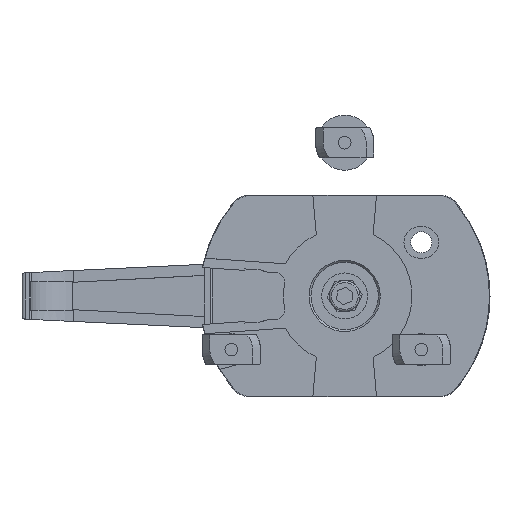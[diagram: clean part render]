
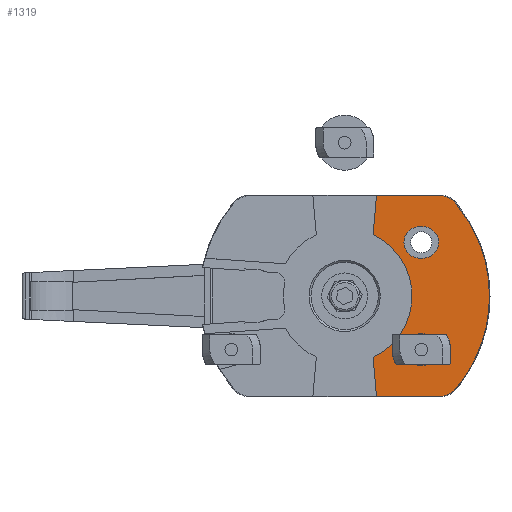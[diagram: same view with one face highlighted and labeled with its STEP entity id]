
A CAD part, front view. The second image highlights one B-rep face of the part: STEP entity #1319.
In plain terms, the highlighted face is planar.
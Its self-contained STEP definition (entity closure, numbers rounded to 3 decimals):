
#1319 = ADVANCED_FACE( '', ( #2708, #2709, #2710 ), #2711, .F. );
#2708 = FACE_BOUND( '', #4385, .T. );
#2709 = FACE_BOUND( '', #4386, .T. );
#2710 = FACE_OUTER_BOUND( '', #4387, .T. );
#2711 = PLANE( '', #4388 );
#4385 = EDGE_LOOP( '', ( #7805, #7806, #7807, #7808 ) );
#4386 = EDGE_LOOP( '', ( #7809, #7810, #7811, #7812 ) );
#4387 = EDGE_LOOP( '', ( #7813, #7814, #7815, #7816, #7817, #7818, #7819, #7820 ) );
#4388 = AXIS2_PLACEMENT_3D( '', #7821, #7822, #7823 );
#7805 = ORIENTED_EDGE( '', *, *, #9795, .T. );
#7806 = ORIENTED_EDGE( '', *, *, #10155, .T. );
#7807 = ORIENTED_EDGE( '', *, *, #9809, .T. );
#7808 = ORIENTED_EDGE( '', *, *, #9999, .T. );
#7809 = ORIENTED_EDGE( '', *, *, #8866, .T. );
#7810 = ORIENTED_EDGE( '', *, *, #9386, .T. );
#7811 = ORIENTED_EDGE( '', *, *, #9749, .T. );
#7812 = ORIENTED_EDGE( '', *, *, #9361, .T. );
#7813 = ORIENTED_EDGE( '', *, *, #9157, .T. );
#7814 = ORIENTED_EDGE( '', *, *, #9853, .T. );
#7815 = ORIENTED_EDGE( '', *, *, #10156, .T. );
#7816 = ORIENTED_EDGE( '', *, *, #9394, .F. );
#7817 = ORIENTED_EDGE( '', *, *, #9595, .F. );
#7818 = ORIENTED_EDGE( '', *, *, #10157, .F. );
#7819 = ORIENTED_EDGE( '', *, *, #8994, .F. );
#7820 = ORIENTED_EDGE( '', *, *, #9951, .F. );
#7821 = CARTESIAN_POINT( '', ( 0., 0., -14.6 ) );
#7822 = DIRECTION( '', ( 0., 0., 1. ) );
#7823 = DIRECTION( '', ( 1., 0., 0. ) );
#8866 = EDGE_CURVE( '', #10520, #10521, #10522, .T. );
#8994 = EDGE_CURVE( '', #10745, #10740, #10747, .T. );
#9157 = EDGE_CURVE( '', #11021, #11019, #11022, .T. );
#9361 = EDGE_CURVE( '', #11351, #10520, #11352, .T. );
#9386 = EDGE_CURVE( '', #10521, #11389, #11390, .T. );
#9394 = EDGE_CURVE( '', #11400, #11401, #11402, .T. );
#9595 = EDGE_CURVE( '', #11716, #11400, #11718, .T. );
#9749 = EDGE_CURVE( '', #11389, #11351, #11936, .T. );
#9795 = EDGE_CURVE( '', #12006, #12007, #12008, .T. );
#9809 = EDGE_CURVE( '', #12026, #12027, #12028, .T. );
#9853 = EDGE_CURVE( '', #11019, #12082, #12083, .T. );
#9951 = EDGE_CURVE( '', #11021, #10745, #12215, .T. );
#9999 = EDGE_CURVE( '', #12027, #12006, #12276, .T. );
#10155 = EDGE_CURVE( '', #12007, #12026, #12464, .T. );
#10156 = EDGE_CURVE( '', #12082, #11401, #12465, .T. );
#10157 = EDGE_CURVE( '', #10740, #11716, #12466, .T. );
#10520 = VERTEX_POINT( '', #12936 );
#10521 = VERTEX_POINT( '', #12937 );
#10522 = LINE( '', #12938, #12939 );
#10740 = VERTEX_POINT( '', #13261 );
#10745 = VERTEX_POINT( '', #13270 );
#10747 = B_SPLINE_CURVE_WITH_KNOTS( '', 3, ( #13273, #13274, #13275, #13276 ), .UNSPECIFIED., .F., .F., ( 4, 4 ), ( 0., 1. ), .UNSPECIFIED. );
#11019 = VERTEX_POINT( '', #13659 );
#11021 = VERTEX_POINT( '', #13662 );
#11022 = LINE( '', #13663, #13664 );
#11351 = VERTEX_POINT( '', #14148 );
#11352 = CIRCLE( '', #14149, 5.15 );
#11389 = VERTEX_POINT( '', #14218 );
#11390 = CIRCLE( '', #14219, 5.15 );
#11400 = VERTEX_POINT( '', #14233 );
#11401 = VERTEX_POINT( '', #14234 );
#11402 = LINE( '', #14235, #14236 );
#11716 = VERTEX_POINT( '', #14684 );
#11718 = B_SPLINE_CURVE_WITH_KNOTS( '', 3, ( #14687, #14688, #14689, #14690 ), .UNSPECIFIED., .F., .F., ( 4, 4 ), ( 0., 1. ), .UNSPECIFIED. );
#11936 = LINE( '', #15023, #15024 );
#12006 = VERTEX_POINT( '', #15108 );
#12007 = VERTEX_POINT( '', #15109 );
#12008 = LINE( '', #15110, #15111 );
#12026 = VERTEX_POINT( '', #15142 );
#12027 = VERTEX_POINT( '', #15143 );
#12028 = LINE( '', #15144, #15145 );
#12082 = VERTEX_POINT( '', #15229 );
#12083 = CIRCLE( '', #15230, 22. );
#12215 = LINE( '', #15467, #15468 );
#12276 = CIRCLE( '', #15566, 5.15 );
#12464 = CIRCLE( '', #15855, 5.15 );
#12465 = LINE( '', #15856, #15857 );
#12466 = B_SPLINE_CURVE_WITH_KNOTS( '', 3, ( #15858, #15859, #15860, #15861, #15862, #15863, #15864, #15865, #15866, #15867 ), .UNSPECIFIED., .F., .F., ( 4, 2, 2, 2, 4 ), ( 0., 0.25, 0.5, 0.75, 1. ), .UNSPECIFIED. );
#12936 = CARTESIAN_POINT( '', ( 25.5, 22.65, -14.6 ) );
#12937 = CARTESIAN_POINT( '', ( 24.5, 22.65, -14.6 ) );
#12938 = CARTESIAN_POINT( '', ( 25.5, 22.65, -14.6 ) );
#12939 = VECTOR( '', #16233, 1000. );
#13261 = CARTESIAN_POINT( '', ( 36.212, -30.32, -14.6 ) );
#13270 = CARTESIAN_POINT( '', ( 31.052, -32.73, -14.6 ) );
#13273 = CARTESIAN_POINT( '', ( 31.052, -32.73, -14.6 ) );
#13274 = CARTESIAN_POINT( '', ( 33.029, -32.73, -14.6 ) );
#13275 = CARTESIAN_POINT( '', ( 34.944, -31.836, -14.6 ) );
#13276 = CARTESIAN_POINT( '', ( 36.212, -30.32, -14.6 ) );
#13659 = CARTESIAN_POINT( '', ( 9.266, -19.953, -14.6 ) );
#13662 = CARTESIAN_POINT( '', ( 10.384, -32.73, -14.6 ) );
#13663 = CARTESIAN_POINT( '', ( 10.4, -32.913, -14.6 ) );
#13664 = VECTOR( '', #16581, 1000. );
#14148 = CARTESIAN_POINT( '', ( 25.5, 12.35, -14.6 ) );
#14149 = AXIS2_PLACEMENT_3D( '', #16840, #16841, #16842 );
#14218 = CARTESIAN_POINT( '', ( 24.5, 12.35, -14.6 ) );
#14219 = AXIS2_PLACEMENT_3D( '', #16863, #16864, #16865 );
#14233 = CARTESIAN_POINT( '', ( 31.052, 32.73, -14.6 ) );
#14234 = CARTESIAN_POINT( '', ( 10.384, 32.73, -14.6 ) );
#14235 = CARTESIAN_POINT( '', ( 31.052, 32.73, -14.6 ) );
#14236 = VECTOR( '', #16870, 1000. );
#14684 = CARTESIAN_POINT( '', ( 36.212, 30.32, -14.6 ) );
#14687 = CARTESIAN_POINT( '', ( 36.212, 30.32, -14.6 ) );
#14688 = CARTESIAN_POINT( '', ( 34.944, 31.836, -14.6 ) );
#14689 = CARTESIAN_POINT( '', ( 33.029, 32.73, -14.6 ) );
#14690 = CARTESIAN_POINT( '', ( 31.052, 32.73, -14.6 ) );
#15023 = CARTESIAN_POINT( '', ( 24.5, 12.35, -14.6 ) );
#15024 = VECTOR( '', #17302, 1000. );
#15108 = CARTESIAN_POINT( '', ( 25.5, -12.35, -14.6 ) );
#15109 = CARTESIAN_POINT( '', ( 24.5, -12.35, -14.6 ) );
#15110 = CARTESIAN_POINT( '', ( 25.5, -12.35, -14.6 ) );
#15111 = VECTOR( '', #17380, 1000. );
#15142 = CARTESIAN_POINT( '', ( 24.5, -22.65, -14.6 ) );
#15143 = CARTESIAN_POINT( '', ( 25.5, -22.65, -14.6 ) );
#15144 = CARTESIAN_POINT( '', ( 24.5, -22.65, -14.6 ) );
#15145 = VECTOR( '', #17387, 1000. );
#15229 = CARTESIAN_POINT( '', ( 9.266, 19.953, -14.6 ) );
#15230 = AXIS2_PLACEMENT_3D( '', #17431, #17432, #17433 );
#15467 = CARTESIAN_POINT( '', ( -31.052, -32.73, -14.6 ) );
#15468 = VECTOR( '', #17526, 1000. );
#15566 = AXIS2_PLACEMENT_3D( '', #17582, #17583, #17584 );
#15855 = AXIS2_PLACEMENT_3D( '', #17730, #17731, #17732 );
#15856 = CARTESIAN_POINT( '', ( 9.266, 19.953, -14.6 ) );
#15857 = VECTOR( '', #17733, 1000. );
#15858 = CARTESIAN_POINT( '', ( 36.212, -30.32, -14.6 ) );
#15859 = CARTESIAN_POINT( '', ( 39.735, -26.113, -14.6 ) );
#15860 = CARTESIAN_POINT( '', ( 42.516, -21.287, -14.6 ) );
#15861 = CARTESIAN_POINT( '', ( 46.264, -10.973, -14.6 ) );
#15862 = CARTESIAN_POINT( '', ( 47.23, -5.487, -14.6 ) );
#15863 = CARTESIAN_POINT( '', ( 47.23, 5.487, -14.6 ) );
#15864 = CARTESIAN_POINT( '', ( 46.264, 10.973, -14.6 ) );
#15865 = CARTESIAN_POINT( '', ( 42.516, 21.287, -14.6 ) );
#15866 = CARTESIAN_POINT( '', ( 39.735, 26.113, -14.6 ) );
#15867 = CARTESIAN_POINT( '', ( 36.212, 30.32, -14.6 ) );
#16233 = DIRECTION( '', ( -1., 0., 0. ) );
#16581 = DIRECTION( '', ( -0.087, 0.996, 0. ) );
#16840 = CARTESIAN_POINT( '', ( 25.5, 17.5, -14.6 ) );
#16841 = DIRECTION( '', ( 0., 0., 1. ) );
#16842 = DIRECTION( '', ( 1., 0., 0. ) );
#16863 = CARTESIAN_POINT( '', ( 24.5, 17.5, -14.6 ) );
#16864 = DIRECTION( '', ( 0., 0., 1. ) );
#16865 = DIRECTION( '', ( 1., 0., 0. ) );
#16870 = DIRECTION( '', ( -1., 0., 0. ) );
#17302 = DIRECTION( '', ( 1., 0., 0. ) );
#17380 = DIRECTION( '', ( -1., 0., 0. ) );
#17387 = DIRECTION( '', ( 1., 0., 0. ) );
#17431 = CARTESIAN_POINT( '', ( 0., 0., -14.6 ) );
#17432 = DIRECTION( '', ( 0., 0., 1. ) );
#17433 = DIRECTION( '', ( 1., 0., 0. ) );
#17526 = DIRECTION( '', ( 1., 0., 0. ) );
#17582 = CARTESIAN_POINT( '', ( 25.5, -17.5, -14.6 ) );
#17583 = DIRECTION( '', ( 0., 0., 1. ) );
#17584 = DIRECTION( '', ( 1., 0., 0. ) );
#17730 = CARTESIAN_POINT( '', ( 24.5, -17.5, -14.6 ) );
#17731 = DIRECTION( '', ( 0., 0., 1. ) );
#17732 = DIRECTION( '', ( 1., 0., 0. ) );
#17733 = DIRECTION( '', ( 0.087, 0.996, 0. ) );
